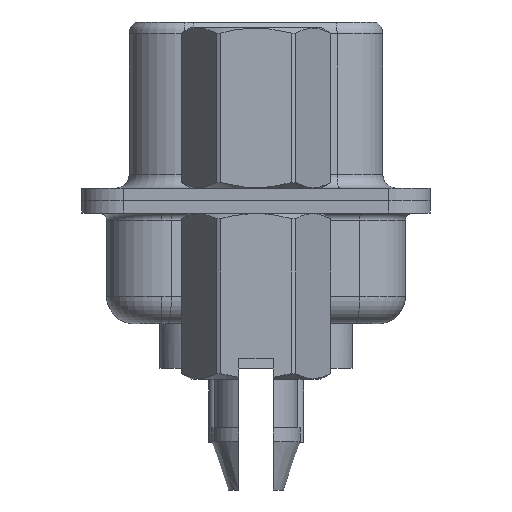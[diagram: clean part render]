
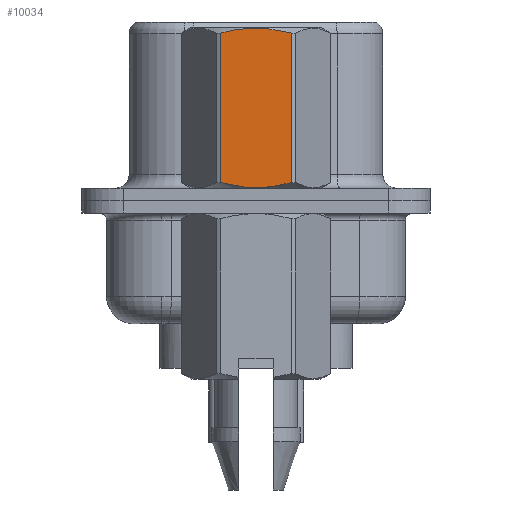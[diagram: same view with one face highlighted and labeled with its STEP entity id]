
A CAD part, left-side view. The second image highlights one B-rep face of the part: STEP entity #10034.
In plain terms, the highlighted planar face has unit normal (-1, 0, 0).
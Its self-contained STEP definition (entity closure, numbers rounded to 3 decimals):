
#169 = B_SPLINE_CURVE_WITH_KNOTS ( 'NONE', 3,
 ( #27364, #3816, #6230, #23030, #8716, #25458, #11102, #27872, #13571, #30285 ),
 .UNSPECIFIED., .F., .F.,
 ( 4, 2, 2, 2, 4 ),
 ( 0.003, 0.003, 0.004, 0.004, 0.005 ),
 .UNSPECIFIED. ) ;
#474 = AXIS2_PLACEMENT_3D ( 'NONE', #29686, #15396, #918 ) ;
#918 = DIRECTION ( 'NONE',  ( 0., -1., 0. ) ) ;
#1662 = CARTESIAN_POINT ( 'NONE',  ( -2.381, 1.273, 6.048 ) ) ;
#2320 = EDGE_CURVE ( 'NONE', #12656, #24395, #13850, .T. ) ;
#2427 = CARTESIAN_POINT ( 'NONE',  ( -2.381, -1.273, 0.652 ) ) ;
#2653 = ORIENTED_EDGE ( 'NONE', *, *, #3921, .T. ) ;
#2727 = CARTESIAN_POINT ( 'NONE',  ( -2.381, -0.432, 6.215 ) ) ;
#3816 = CARTESIAN_POINT ( 'NONE',  ( -2.381, 1.065, 0.596 ) ) ;
#3921 = EDGE_CURVE ( 'NONE', #24604, #21999, #9280, .T. ) ;
#5120 = CARTESIAN_POINT ( 'NONE',  ( -2.381, 0.215, 6.232 ) ) ;
#5319 = FACE_OUTER_BOUND ( 'NONE', #8558, .T. ) ;
#5713 = CARTESIAN_POINT ( 'NONE',  ( -2.381, 1.273, 3.792 ) ) ;
#5836 = CARTESIAN_POINT ( 'NONE',  ( -2.381, -1.273, 3.792 ) ) ;
#5958 = DIRECTION ( 'NONE',  ( 0., 0., -1. ) ) ;
#6230 = CARTESIAN_POINT ( 'NONE',  ( -2.381, 0.853, 0.549 ) ) ;
#6596 = ORIENTED_EDGE ( 'NONE', *, *, #25466, .T. ) ;
#7597 = CARTESIAN_POINT ( 'NONE',  ( -2.381, 0.853, 6.151 ) ) ;
#8558 = EDGE_LOOP ( 'NONE', ( #26972, #2653, #6596, #30813 ) ) ;
#8716 = CARTESIAN_POINT ( 'NONE',  ( -2.381, 0.215, 0.468 ) ) ;
#9280 = LINE ( 'NONE', #5836, #27667 ) ;
#9461 = B_SPLINE_CURVE_WITH_KNOTS ( 'NONE', 3,
 ( #29059, #12336, #17152, #2727, #19524, #5120, #21927, #7597, #24320, #10009 ),
 .UNSPECIFIED., .F., .F.,
 ( 4, 2, 2, 2, 4 ),
 ( 0.001, 0.002, 0.002, 0.003, 0.004 ),
 .UNSPECIFIED. ) ;
#10009 = CARTESIAN_POINT ( 'NONE',  ( -2.381, 1.273, 6.048 ) ) ;
#10034 = ADVANCED_FACE ( 'NONE', ( #5319 ), #27295, .T. ) ;
#11102 = CARTESIAN_POINT ( 'NONE',  ( -2.381, -0.432, 0.485 ) ) ;
#12336 = CARTESIAN_POINT ( 'NONE',  ( -2.381, -1.066, 6.104 ) ) ;
#12656 = VERTEX_POINT ( 'NONE', #1662 ) ;
#13105 = VECTOR ( 'NONE', #5958, 1000. ) ;
#13571 = CARTESIAN_POINT ( 'NONE',  ( -2.381, -1.066, 0.596 ) ) ;
#13850 = LINE ( 'NONE', #5713, #13105 ) ;
#15396 = DIRECTION ( 'NONE',  ( -1., 0., 0. ) ) ;
#17152 = CARTESIAN_POINT ( 'NONE',  ( -2.381, -0.858, 6.15 ) ) ;
#19524 = CARTESIAN_POINT ( 'NONE',  ( -2.381, -0.215, 6.232 ) ) ;
#20327 = DIRECTION ( 'NONE',  ( 0., 0., 1. ) ) ;
#21006 = CARTESIAN_POINT ( 'NONE',  ( -2.381, 1.273, 0.652 ) ) ;
#21927 = CARTESIAN_POINT ( 'NONE',  ( -2.381, 0.428, 6.215 ) ) ;
#21999 = VERTEX_POINT ( 'NONE', #27837 ) ;
#23030 = CARTESIAN_POINT ( 'NONE',  ( -2.381, 0.428, 0.485 ) ) ;
#24320 = CARTESIAN_POINT ( 'NONE',  ( -2.381, 1.065, 6.104 ) ) ;
#24395 = VERTEX_POINT ( 'NONE', #21006 ) ;
#24604 = VERTEX_POINT ( 'NONE', #2427 ) ;
#25458 = CARTESIAN_POINT ( 'NONE',  ( -2.381, -0.215, 0.468 ) ) ;
#25466 = EDGE_CURVE ( 'NONE', #21999, #12656, #9461, .T. ) ;
#26972 = ORIENTED_EDGE ( 'NONE', *, *, #28082, .T. ) ;
#27295 = PLANE ( 'NONE',  #474 ) ;
#27364 = CARTESIAN_POINT ( 'NONE',  ( -2.381, 1.273, 0.652 ) ) ;
#27667 = VECTOR ( 'NONE', #20327, 1000. ) ;
#27837 = CARTESIAN_POINT ( 'NONE',  ( -2.381, -1.273, 6.048 ) ) ;
#27872 = CARTESIAN_POINT ( 'NONE',  ( -2.381, -0.858, 0.55 ) ) ;
#28082 = EDGE_CURVE ( 'NONE', #24395, #24604, #169, .T. ) ;
#29059 = CARTESIAN_POINT ( 'NONE',  ( -2.381, -1.273, 6.048 ) ) ;
#29686 = CARTESIAN_POINT ( 'NONE',  ( -2.381, 1.375, -3.75 ) ) ;
#30285 = CARTESIAN_POINT ( 'NONE',  ( -2.381, -1.273, 0.652 ) ) ;
#30813 = ORIENTED_EDGE ( 'NONE', *, *, #2320, .T. ) ;
